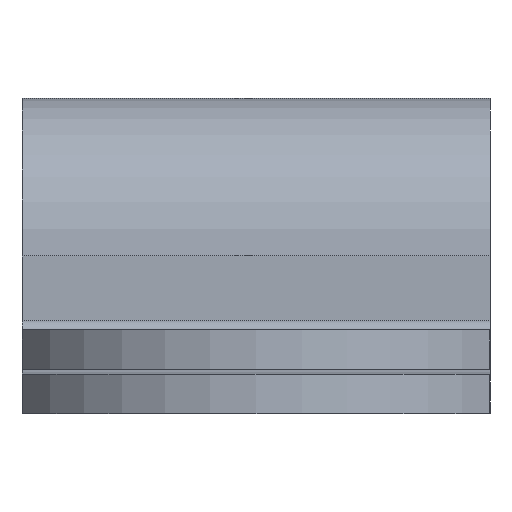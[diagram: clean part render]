
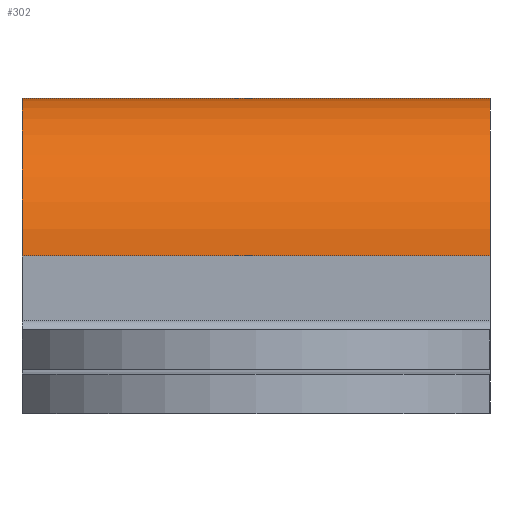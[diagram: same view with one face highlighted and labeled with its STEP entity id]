
A CAD part, front view. The second image highlights one B-rep face of the part: STEP entity #302.
In plain terms, the highlighted cylindrical face has radius 3.2 mm (diameter 6.4 mm), a partial arc.
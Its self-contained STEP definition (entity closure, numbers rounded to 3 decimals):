
#244=CARTESIAN_POINT('',(4.75,9.5,3.2));
#245=VERTEX_POINT('',#244);
#252=CARTESIAN_POINT('',(-4.75,9.5,3.2));
#253=VERTEX_POINT('',#252);
#254=CARTESIAN_POINT('',(-4.75,9.5,3.2));
#255=DIRECTION('',(1.0,0.0,0.0));
#256=VECTOR('',#255,9.5);
#257=LINE('',#254,#256);
#258=EDGE_CURVE('',#253,#245,#257,.T.);
#270=CARTESIAN_POINT('',(-4.75,12.7,3.2));
#271=DIRECTION('',(1.0,0.0,0.0));
#272=DIRECTION('',(0.0,0.707,0.707));
#273=AXIS2_PLACEMENT_3D('',#270,#271,#272);
#274=CYLINDRICAL_SURFACE('',#273,3.2);
#275=CARTESIAN_POINT('',(4.75,12.7,0.0));
#276=VERTEX_POINT('',#275);
#277=CARTESIAN_POINT('',(4.75,12.7,3.2));
#278=DIRECTION('',(-1.0,0.0,0.0));
#279=DIRECTION('',(0.0,0.707,0.707));
#280=AXIS2_PLACEMENT_3D('',#277,#278,#279);
#281=CIRCLE('',#280,3.2);
#282=EDGE_CURVE('',#245,#276,#281,.T.);
#283=ORIENTED_EDGE('',*,*,#282,.T.);
#284=CARTESIAN_POINT('',(-4.75,12.7,0.0));
#285=VERTEX_POINT('',#284);
#286=CARTESIAN_POINT('',(-4.75,12.7,0.0));
#287=DIRECTION('',(1.0,0.0,0.0));
#288=VECTOR('',#287,9.5);
#289=LINE('',#286,#288);
#290=EDGE_CURVE('',#285,#276,#289,.T.);
#291=ORIENTED_EDGE('',*,*,#290,.F.);
#292=CARTESIAN_POINT('',(-4.75,12.7,3.2));
#293=DIRECTION('',(-1.0,0.0,0.0));
#294=DIRECTION('',(0.0,0.707,0.707));
#295=AXIS2_PLACEMENT_3D('',#292,#293,#294);
#296=CIRCLE('',#295,3.2);
#297=EDGE_CURVE('',#253,#285,#296,.T.);
#298=ORIENTED_EDGE('',*,*,#297,.F.);
#299=ORIENTED_EDGE('',*,*,#258,.T.);
#300=EDGE_LOOP('',(#283,#291,#298,#299));
#301=FACE_OUTER_BOUND('',#300,.T.);
#302=ADVANCED_FACE('',(#301),#274,.T.);
